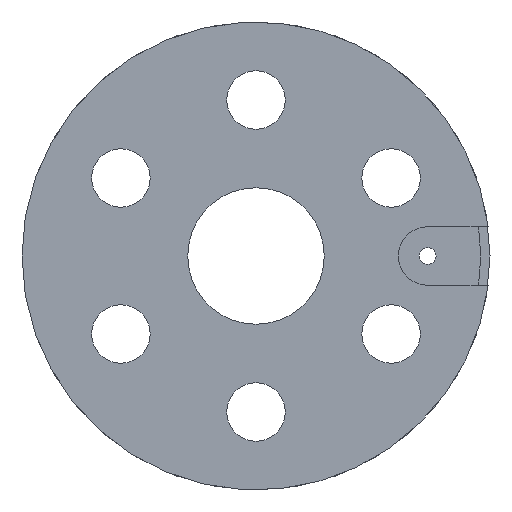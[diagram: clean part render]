
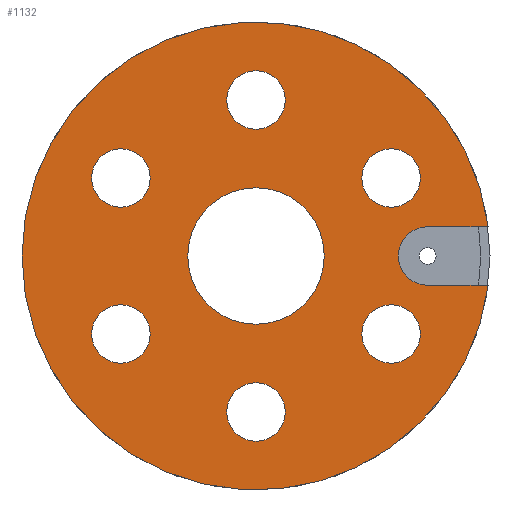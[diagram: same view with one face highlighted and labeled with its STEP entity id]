
A CAD part, front view. The second image highlights one B-rep face of the part: STEP entity #1132.
In plain terms, the highlighted planar face has unit normal (0, -1, 0).
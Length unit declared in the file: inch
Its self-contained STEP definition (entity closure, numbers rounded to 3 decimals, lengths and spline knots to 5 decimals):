
#300=CARTESIAN_POINT('',(0.68182,0.09601,0.));
#301=VERTEX_POINT('',#300);
#310=CARTESIAN_POINT('',(-0.19318,0.09601,0.));
#311=VERTEX_POINT('',#310);
#312=CARTESIAN_POINT('',(0.24432,0.09601,0.));
#313=DIRECTION('',(0.0,1.0,0.0));
#314=DIRECTION('',(1.0,0.0,0.0));
#315=AXIS2_PLACEMENT_3D('',#312,#313,#314);
#316=CIRCLE('',#315,0.4375);
#317=EDGE_CURVE('',#311,#301,#316,.T.);
#363=CARTESIAN_POINT('',(0.43182,0.09601,1.0));
#364=VERTEX_POINT('',#363);
#373=CARTESIAN_POINT('',(0.05682,0.09601,1.0));
#374=VERTEX_POINT('',#373);
#375=CARTESIAN_POINT('',(0.24432,0.09601,1.0));
#376=DIRECTION('',(0.0,1.0,0.0));
#377=DIRECTION('',(1.0,0.0,0.0));
#378=AXIS2_PLACEMENT_3D('',#375,#376,#377);
#379=CIRCLE('',#378,0.1875);
#380=EDGE_CURVE('',#374,#364,#379,.T.);
#426=CARTESIAN_POINT('',(-0.52795,0.09601,0.66238));
#427=VERTEX_POINT('',#426);
#436=CARTESIAN_POINT('',(-0.71545,0.09601,0.33762));
#437=VERTEX_POINT('',#436);
#438=CARTESIAN_POINT('',(-0.6217,0.09601,0.5));
#439=DIRECTION('',(0.,1.0,0.));
#440=DIRECTION('',(0.5,0.,0.866));
#441=AXIS2_PLACEMENT_3D('',#438,#439,#440);
#442=CIRCLE('',#441,0.1875);
#443=EDGE_CURVE('',#437,#427,#442,.T.);
#489=CARTESIAN_POINT('',(1.2041,0.09601,0.33762));
#490=VERTEX_POINT('',#489);
#499=CARTESIAN_POINT('',(1.0166,0.09601,0.66238));
#500=VERTEX_POINT('',#499);
#501=CARTESIAN_POINT('',(1.11035,0.09601,0.5));
#502=DIRECTION('',(0.,1.0,0.));
#503=DIRECTION('',(0.5,0.,-0.866));
#504=AXIS2_PLACEMENT_3D('',#501,#502,#503);
#505=CIRCLE('',#504,0.1875);
#506=EDGE_CURVE('',#500,#490,#505,.T.);
#552=CARTESIAN_POINT('',(1.0166,0.09601,-0.66238));
#553=VERTEX_POINT('',#552);
#562=CARTESIAN_POINT('',(1.2041,0.09601,-0.33762));
#563=VERTEX_POINT('',#562);
#564=CARTESIAN_POINT('',(1.11035,0.09601,-0.5));
#565=DIRECTION('',(0.,1.0,0.));
#566=DIRECTION('',(-0.5,0.,-0.866));
#567=AXIS2_PLACEMENT_3D('',#564,#565,#566);
#568=CIRCLE('',#567,0.1875);
#569=EDGE_CURVE('',#563,#553,#568,.T.);
#615=CARTESIAN_POINT('',(0.05682,0.09601,-1.0));
#616=VERTEX_POINT('',#615);
#625=CARTESIAN_POINT('',(0.43182,0.09601,-1.0));
#626=VERTEX_POINT('',#625);
#627=CARTESIAN_POINT('',(0.24432,0.09601,-1.0));
#628=DIRECTION('',(0.0,1.0,0.0));
#629=DIRECTION('',(-1.0,0.0,0.0));
#630=AXIS2_PLACEMENT_3D('',#627,#628,#629);
#631=CIRCLE('',#630,0.1875);
#632=EDGE_CURVE('',#626,#616,#631,.T.);
#678=CARTESIAN_POINT('',(-0.71545,0.09601,-0.33762));
#679=VERTEX_POINT('',#678);
#688=CARTESIAN_POINT('',(-0.52795,0.09601,-0.66238));
#689=VERTEX_POINT('',#688);
#690=CARTESIAN_POINT('',(-0.6217,0.09601,-0.5));
#691=DIRECTION('',(0.,1.,0.));
#692=DIRECTION('',(-0.5,0.,0.866));
#693=AXIS2_PLACEMENT_3D('',#690,#691,#692);
#694=CIRCLE('',#693,0.1875);
#695=EDGE_CURVE('',#689,#679,#694,.T.);
#720=CARTESIAN_POINT('',(-1.25568,0.09601,0.));
#721=VERTEX_POINT('',#720);
#730=CARTESIAN_POINT('',(1.73256,0.09601,0.1875));
#731=VERTEX_POINT('',#730);
#732=CARTESIAN_POINT('',(0.24432,0.09601,0.0));
#733=DIRECTION('',(0.0,1.0,0.0));
#734=DIRECTION('',(-1.0,0.0,0.0));
#735=AXIS2_PLACEMENT_3D('',#732,#733,#734);
#736=CIRCLE('',#735,1.5);
#737=EDGE_CURVE('',#721,#731,#736,.T.);
#888=CARTESIAN_POINT('',(1.34432,0.09601,-0.1875));
#889=VERTEX_POINT('',#888);
#896=CARTESIAN_POINT('',(1.73256,0.09601,-0.1875));
#897=VERTEX_POINT('',#896);
#898=CARTESIAN_POINT('',(1.73256,0.09601,-0.1875));
#899=DIRECTION('',(-1.0,0.0,0.0));
#900=VECTOR('',#899,0.38824);
#901=LINE('',#898,#900);
#902=EDGE_CURVE('',#897,#889,#901,.T.);
#934=CARTESIAN_POINT('',(1.34432,0.09601,0.1875));
#935=VERTEX_POINT('',#934);
#936=CARTESIAN_POINT('',(1.34432,0.09601,0.1875));
#937=DIRECTION('',(1.0,0.0,0.0));
#938=VECTOR('',#937,0.38824);
#939=LINE('',#936,#938);
#940=EDGE_CURVE('',#935,#731,#939,.T.);
#972=CARTESIAN_POINT('',(1.34432,0.09601,0.));
#973=DIRECTION('',(0.0,1.0,0.0));
#974=DIRECTION('',(0.0,0.0,1.0));
#975=AXIS2_PLACEMENT_3D('',#972,#973,#974);
#976=CIRCLE('',#975,0.1875);
#977=EDGE_CURVE('',#889,#935,#976,.T.);
#1040=CARTESIAN_POINT('',(0.24432,0.09601,0.0));
#1041=DIRECTION('',(0.0,1.0,0.0));
#1042=DIRECTION('',(-1.0,0.0,0.0));
#1043=AXIS2_PLACEMENT_3D('',#1040,#1041,#1042);
#1044=CIRCLE('',#1043,1.5);
#1045=EDGE_CURVE('',#897,#721,#1044,.T.);
#1050=CARTESIAN_POINT('',(-0.50568,0.09601,0.0));
#1051=DIRECTION('',(0.0,-1.0,0.0));
#1052=DIRECTION('',(0.0,0.0,-1.0));
#1053=AXIS2_PLACEMENT_3D('',#1050,#1051,#1052);
#1054=PLANE('',#1053);
#1055=ORIENTED_EDGE('',*,*,#902,.T.);
#1056=ORIENTED_EDGE('',*,*,#977,.T.);
#1057=ORIENTED_EDGE('',*,*,#940,.T.);
#1058=ORIENTED_EDGE('',*,*,#737,.F.);
#1059=ORIENTED_EDGE('',*,*,#1045,.F.);
#1060=EDGE_LOOP('',(#1055,#1056,#1057,#1058,#1059));
#1061=FACE_OUTER_BOUND('',#1060,.T.);
#1062=ORIENTED_EDGE('',*,*,#317,.T.);
#1063=CARTESIAN_POINT('',(0.24432,0.09601,0.));
#1064=DIRECTION('',(0.0,1.0,0.0));
#1065=DIRECTION('',(1.0,0.0,0.0));
#1066=AXIS2_PLACEMENT_3D('',#1063,#1064,#1065);
#1067=CIRCLE('',#1066,0.4375);
#1068=EDGE_CURVE('',#301,#311,#1067,.T.);
#1069=ORIENTED_EDGE('',*,*,#1068,.T.);
#1070=EDGE_LOOP('',(#1062,#1069));
#1071=FACE_BOUND('',#1070,.T.);
#1072=ORIENTED_EDGE('',*,*,#380,.T.);
#1073=CARTESIAN_POINT('',(0.24432,0.09601,1.0));
#1074=DIRECTION('',(0.0,1.0,0.0));
#1075=DIRECTION('',(1.0,0.0,0.0));
#1076=AXIS2_PLACEMENT_3D('',#1073,#1074,#1075);
#1077=CIRCLE('',#1076,0.1875);
#1078=EDGE_CURVE('',#364,#374,#1077,.T.);
#1079=ORIENTED_EDGE('',*,*,#1078,.T.);
#1080=EDGE_LOOP('',(#1072,#1079));
#1081=FACE_BOUND('',#1080,.T.);
#1082=ORIENTED_EDGE('',*,*,#443,.T.);
#1083=CARTESIAN_POINT('',(-0.6217,0.09601,0.5));
#1084=DIRECTION('',(0.,1.0,0.));
#1085=DIRECTION('',(0.5,0.,0.866));
#1086=AXIS2_PLACEMENT_3D('',#1083,#1084,#1085);
#1087=CIRCLE('',#1086,0.1875);
#1088=EDGE_CURVE('',#427,#437,#1087,.T.);
#1089=ORIENTED_EDGE('',*,*,#1088,.T.);
#1090=EDGE_LOOP('',(#1082,#1089));
#1091=FACE_BOUND('',#1090,.T.);
#1092=ORIENTED_EDGE('',*,*,#506,.T.);
#1093=CARTESIAN_POINT('',(1.11035,0.09601,0.5));
#1094=DIRECTION('',(0.,1.0,0.));
#1095=DIRECTION('',(0.5,0.,-0.866));
#1096=AXIS2_PLACEMENT_3D('',#1093,#1094,#1095);
#1097=CIRCLE('',#1096,0.1875);
#1098=EDGE_CURVE('',#490,#500,#1097,.T.);
#1099=ORIENTED_EDGE('',*,*,#1098,.T.);
#1100=EDGE_LOOP('',(#1092,#1099));
#1101=FACE_BOUND('',#1100,.T.);
#1102=ORIENTED_EDGE('',*,*,#569,.T.);
#1103=CARTESIAN_POINT('',(1.11035,0.09601,-0.5));
#1104=DIRECTION('',(0.,1.0,0.));
#1105=DIRECTION('',(-0.5,0.,-0.866));
#1106=AXIS2_PLACEMENT_3D('',#1103,#1104,#1105);
#1107=CIRCLE('',#1106,0.1875);
#1108=EDGE_CURVE('',#553,#563,#1107,.T.);
#1109=ORIENTED_EDGE('',*,*,#1108,.T.);
#1110=EDGE_LOOP('',(#1102,#1109));
#1111=FACE_BOUND('',#1110,.T.);
#1112=ORIENTED_EDGE('',*,*,#632,.T.);
#1113=CARTESIAN_POINT('',(0.24432,0.09601,-1.0));
#1114=DIRECTION('',(0.0,1.0,0.0));
#1115=DIRECTION('',(-1.0,0.0,0.0));
#1116=AXIS2_PLACEMENT_3D('',#1113,#1114,#1115);
#1117=CIRCLE('',#1116,0.1875);
#1118=EDGE_CURVE('',#616,#626,#1117,.T.);
#1119=ORIENTED_EDGE('',*,*,#1118,.T.);
#1120=EDGE_LOOP('',(#1112,#1119));
#1121=FACE_BOUND('',#1120,.T.);
#1122=ORIENTED_EDGE('',*,*,#695,.T.);
#1123=CARTESIAN_POINT('',(-0.6217,0.09601,-0.5));
#1124=DIRECTION('',(0.,1.,0.));
#1125=DIRECTION('',(-0.5,0.,0.866));
#1126=AXIS2_PLACEMENT_3D('',#1123,#1124,#1125);
#1127=CIRCLE('',#1126,0.1875);
#1128=EDGE_CURVE('',#679,#689,#1127,.T.);
#1129=ORIENTED_EDGE('',*,*,#1128,.T.);
#1130=EDGE_LOOP('',(#1122,#1129));
#1131=FACE_BOUND('',#1130,.T.);
#1132=ADVANCED_FACE('',(#1061,#1071,#1081,#1091,#1101,#1111,#1121,#1131),#1054,.T.);
